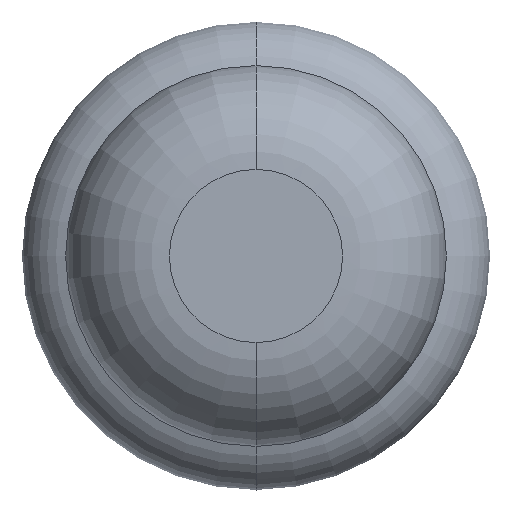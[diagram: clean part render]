
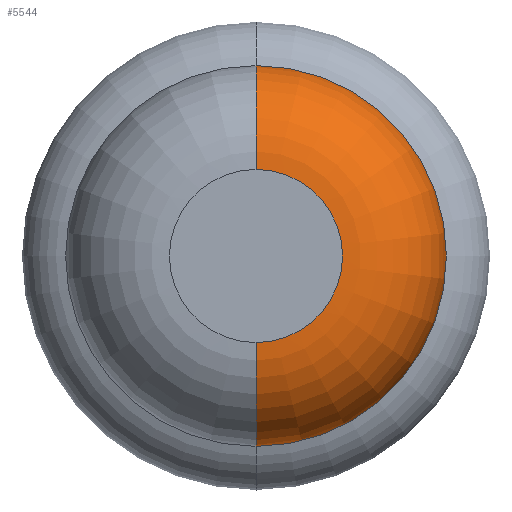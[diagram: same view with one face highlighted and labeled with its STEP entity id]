
A CAD part, front view. The second image highlights one B-rep face of the part: STEP entity #5544.
In plain terms, the highlighted toroidal (fillet/blend) face has major radius 0.375 mm and minor radius 0.45 mm.
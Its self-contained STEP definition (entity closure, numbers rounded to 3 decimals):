
#65 = CARTESIAN_POINT ( 'NONE',  ( 0., -23.55, 0. ) ) ;
#142 = AXIS2_PLACEMENT_3D ( 'NONE', #2829, #3259, #5066 ) ;
#279 = VERTEX_POINT ( 'NONE', #1332 ) ;
#449 = DIRECTION ( 'NONE',  ( 0., 1., 0. ) ) ;
#616 = CARTESIAN_POINT ( 'NONE',  ( 0., -23.55, -0.375 ) ) ;
#635 = DIRECTION ( 'NONE',  ( 1., 0., 0. ) ) ;
#788 = FACE_OUTER_BOUND ( 'NONE', #1213, .T. ) ;
#872 = DIRECTION ( 'NONE',  ( 0., 0., 1. ) ) ;
#882 = AXIS2_PLACEMENT_3D ( 'NONE', #616, #635, #3255 ) ;
#894 = ORIENTED_EDGE ( 'NONE', *, *, #1377, .F. ) ;
#900 = VERTEX_POINT ( 'NONE', #4508 ) ;
#1213 = EDGE_LOOP ( 'NONE', ( #1867, #4158, #3103, #894 ) ) ;
#1332 = CARTESIAN_POINT ( 'NONE',  ( 0., -24., -0.375 ) ) ;
#1377 = EDGE_CURVE ( 'NONE', #900, #2662, #2418, .T. ) ;
#1453 = EDGE_CURVE ( 'Defeature ausgef�hrt1_2+Defeature ausgef�hrt1_1+Defeature ausgef�hrt1_1+Defeature ausgef�hrt1_1', #900, #279, #4573, .T. ) ;
#1500 = CARTESIAN_POINT ( 'NONE',  ( 0., -23.55, 0.375 ) ) ;
#1666 = DIRECTION ( 'NONE',  ( 0., 0., 1. ) ) ;
#1867 = ORIENTED_EDGE ( 'NONE', *, *, #1453, .T. ) ;
#2332 = VERTEX_POINT ( 'NONE', #5393 ) ;
#2367 = TOROIDAL_SURFACE ( 'NONE', #3353, 0.375, 0.45 ) ;
#2418 = CIRCLE ( 'NONE', #4819, 0.45 ) ;
#2662 = VERTEX_POINT ( 'NONE', #5512 ) ;
#2814 = DIRECTION ( 'NONE',  ( -1., 0., 0. ) ) ;
#2829 = CARTESIAN_POINT ( 'NONE',  ( 0., -24., 0. ) ) ;
#2849 = DIRECTION ( 'NONE',  ( 0., 0., 1. ) ) ;
#3103 = ORIENTED_EDGE ( 'NONE', *, *, #4985, .F. ) ;
#3248 = CIRCLE ( 'NONE', #882, 0.45 ) ;
#3255 = DIRECTION ( 'NONE',  ( 0., 0., -1. ) ) ;
#3259 = DIRECTION ( 'NONE',  ( 0., 1., 0. ) ) ;
#3352 = DIRECTION ( 'NONE',  ( 0., 1., 0. ) ) ;
#3353 = AXIS2_PLACEMENT_3D ( 'NONE', #3392, #3352, #1666 ) ;
#3392 = CARTESIAN_POINT ( 'NONE',  ( 0., -23.55, 0. ) ) ;
#3567 = EDGE_CURVE ( 'NONE', #279, #2332, #3248, .T. ) ;
#3659 = AXIS2_PLACEMENT_3D ( 'NONE', #65, #449, #872 ) ;
#4158 = ORIENTED_EDGE ( 'NONE', *, *, #3567, .T. ) ;
#4204 = CIRCLE ( 'NONE', #3659, 0.825 ) ;
#4508 = CARTESIAN_POINT ( 'NONE',  ( 0., -24., 0.375 ) ) ;
#4573 = CIRCLE ( 'NONE', #142, 0.375 ) ;
#4819 = AXIS2_PLACEMENT_3D ( 'NONE', #1500, #2814, #2849 ) ;
#4985 = EDGE_CURVE ( 'Defeature ausgef�hrt1_3+Defeature ausgef�hrt1_2+Defeature ausgef�hrt1_2+Defeature ausgef�hrt1_2', #2662, #2332, #4204, .T. ) ;
#5066 = DIRECTION ( 'NONE',  ( 0., 0., 1. ) ) ;
#5393 = CARTESIAN_POINT ( 'NONE',  ( 0., -23.55, -0.825 ) ) ;
#5512 = CARTESIAN_POINT ( 'NONE',  ( 0., -23.55, 0.825 ) ) ;
#5544 = ADVANCED_FACE ( 'Defeature ausgef�hrt1_2', ( #788 ), #2367, .T. ) ;
